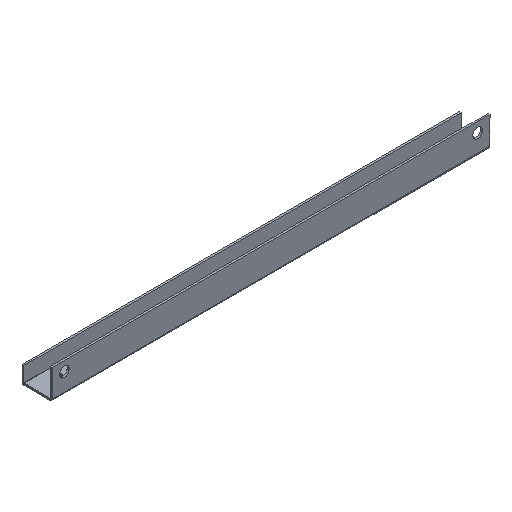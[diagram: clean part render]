
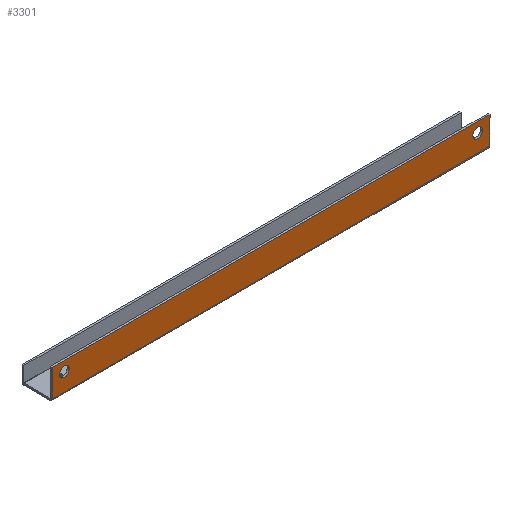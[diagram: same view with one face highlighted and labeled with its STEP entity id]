
A CAD part, isometric view. The second image highlights one B-rep face of the part: STEP entity #3301.
In plain terms, the highlighted planar face has unit normal (0, -1, 0).
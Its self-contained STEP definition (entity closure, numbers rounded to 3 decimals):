
#215 = VERTEX_POINT ( 'NONE', #411 ) ;
#216 = VERTEX_POINT ( 'NONE', #412 ) ;
#252 = VERTEX_POINT ( 'NONE', #448 ) ;
#254 = VERTEX_POINT ( 'NONE', #450 ) ;
#265 = VERTEX_POINT ( 'NONE', #461 ) ;
#267 = VERTEX_POINT ( 'NONE', #463 ) ;
#276 = VERTEX_POINT ( 'NONE', #472 ) ;
#278 = VERTEX_POINT ( 'NONE', #474 ) ;
#411 = CARTESIAN_POINT ( 'NONE',  ( 222.5, -15.25, 30. ) ) ;
#412 = CARTESIAN_POINT ( 'NONE',  ( -222.5, -15.25, 30. ) ) ;
#448 = CARTESIAN_POINT ( 'NONE',  ( -222.5, -15.25, 2.1 ) ) ;
#450 = CARTESIAN_POINT ( 'NONE',  ( 222.5, -15.25, 2.1 ) ) ;
#461 = CARTESIAN_POINT ( 'NONE',  ( 210., -15.25, 25. ) ) ;
#463 = CARTESIAN_POINT ( 'NONE',  ( 210., -15.25, 15. ) ) ;
#472 = CARTESIAN_POINT ( 'NONE',  ( -210., -15.25, 15. ) ) ;
#474 = CARTESIAN_POINT ( 'NONE',  ( -210., -15.25, 25. ) ) ;
#539 = CARTESIAN_POINT ( 'NONE',  ( -210., -15.25, 20. ) ) ;
#541 = CARTESIAN_POINT ( 'NONE',  ( 210., -15.25, 20. ) ) ;
#542 = DIRECTION ( 'NONE',  ( 0., -1., 0. ) ) ;
#543 = DIRECTION ( 'NONE',  ( 0., 0., -1. ) ) ;
#545 = DIRECTION ( 'NONE',  ( 0., -1., 0. ) ) ;
#546 = DIRECTION ( 'NONE',  ( 0., 0., 1. ) ) ;
#910 = CARTESIAN_POINT ( 'NONE',  ( -222.5, -15.25, 2. ) ) ;
#913 = DIRECTION ( 'NONE',  ( 0., 0., -1. ) ) ;
#970 = CARTESIAN_POINT ( 'NONE',  ( -222.5, -15.25, 2.1 ) ) ;
#971 = DIRECTION ( 'NONE',  ( -1., 0., 0. ) ) ;
#1056 = EDGE_CURVE ( 'NONE', #265, #267, #2451, .T. ) ;
#1057 = EDGE_CURVE ( 'NONE', #278, #276, #2452, .T. ) ;
#1240 = EDGE_CURVE ( 'NONE', #216, #252, #2815, .T. ) ;
#1265 = EDGE_CURVE ( 'NONE', #254, #252, #2862, .T. ) ;
#1290 = EDGE_LOOP ( 'NONE', ( #3381, #3390, #3364, #3373 ) ) ;
#1368 = EDGE_LOOP ( 'NONE', ( #3389, #3363 ) ) ;
#1388 = EDGE_LOOP ( 'NONE', ( #3380, #3372 ) ) ;
#1571 = CARTESIAN_POINT ( 'NONE',  ( -222.5, -15.25, 30. ) ) ;
#1579 = PLANE ( 'NONE',  #3557 ) ;
#1580 = DIRECTION ( 'NONE',  ( 0., 1., 0. ) ) ;
#1581 = DIRECTION ( 'NONE',  ( 0., 0., 1. ) ) ;
#1786 = CARTESIAN_POINT ( 'NONE',  ( 210., -15.25, 20. ) ) ;
#1790 = CARTESIAN_POINT ( 'NONE',  ( -222.5, -15.25, 30. ) ) ;
#1793 = DIRECTION ( 'NONE',  ( 0., -1., 0. ) ) ;
#1794 = DIRECTION ( 'NONE',  ( -1., 0., 0. ) ) ;
#1799 = CARTESIAN_POINT ( 'NONE',  ( 222.5, -15.25, 30. ) ) ;
#1800 = DIRECTION ( 'NONE',  ( 0., 0., 1. ) ) ;
#1801 = CARTESIAN_POINT ( 'NONE',  ( -210., -15.25, 20. ) ) ;
#1803 = DIRECTION ( 'NONE',  ( 0., 0., 1. ) ) ;
#1805 = DIRECTION ( 'NONE',  ( 0., -1., 0. ) ) ;
#1806 = DIRECTION ( 'NONE',  ( 0., 0., -1. ) ) ;
#2451 = CIRCLE ( 'NONE', #3491, 5. ) ;
#2452 = CIRCLE ( 'NONE', #3489, 5. ) ;
#2815 = LINE ( 'NONE', #910, #2819 ) ;
#2819 = VECTOR ( 'NONE', #913, 1000. ) ;
#2862 = LINE ( 'NONE', #970, #2863 ) ;
#2863 = VECTOR ( 'NONE', #971, 1000. ) ;
#2971 = FACE_BOUND ( 'NONE', #1388, .T. ) ;
#2974 = FACE_BOUND ( 'NONE', #1368, .T. ) ;
#2978 = FACE_OUTER_BOUND ( 'NONE', #1290, .T. ) ;
#3034 = VECTOR ( 'NONE', #1794, 1000. ) ;
#3037 = LINE ( 'NONE', #1790, #3034 ) ;
#3041 = LINE ( 'NONE', #1799, #3042 ) ;
#3042 = VECTOR ( 'NONE', #1800, 1000. ) ;
#3044 = CIRCLE ( 'NONE', #3501, 5. ) ;
#3045 = CIRCLE ( 'NONE', #3499, 5. ) ;
#3301 = ADVANCED_FACE ( 'NONE', ( #2974, #2971, #2978 ), #1579, .F. ) ;
#3363 = ORIENTED_EDGE ( 'NONE', *, *, #1057, .F. ) ;
#3364 = ORIENTED_EDGE ( 'NONE', *, *, #3391, .T. ) ;
#3372 = ORIENTED_EDGE ( 'NONE', *, *, #1056, .F. ) ;
#3373 = ORIENTED_EDGE ( 'NONE', *, *, #1240, .T. ) ;
#3380 = ORIENTED_EDGE ( 'NONE', *, *, #3402, .F. ) ;
#3381 = ORIENTED_EDGE ( 'NONE', *, *, #1265, .F. ) ;
#3389 = ORIENTED_EDGE ( 'NONE', *, *, #3401, .F. ) ;
#3390 = ORIENTED_EDGE ( 'NONE', *, *, #3394, .T. ) ;
#3391 = EDGE_CURVE ( 'NONE', #215, #216, #3037, .T. ) ;
#3394 = EDGE_CURVE ( 'NONE', #254, #215, #3041, .T. ) ;
#3401 = EDGE_CURVE ( 'NONE', #276, #278, #3044, .T. ) ;
#3402 = EDGE_CURVE ( 'NONE', #267, #265, #3045, .T. ) ;
#3489 = AXIS2_PLACEMENT_3D ( 'NONE', #539, #545, #546 ) ;
#3491 = AXIS2_PLACEMENT_3D ( 'NONE', #541, #542, #543 ) ;
#3499 = AXIS2_PLACEMENT_3D ( 'NONE', #1786, #1805, #1806 ) ;
#3501 = AXIS2_PLACEMENT_3D ( 'NONE', #1801, #1793, #1803 ) ;
#3557 = AXIS2_PLACEMENT_3D ( 'NONE', #1571, #1580, #1581 ) ;
